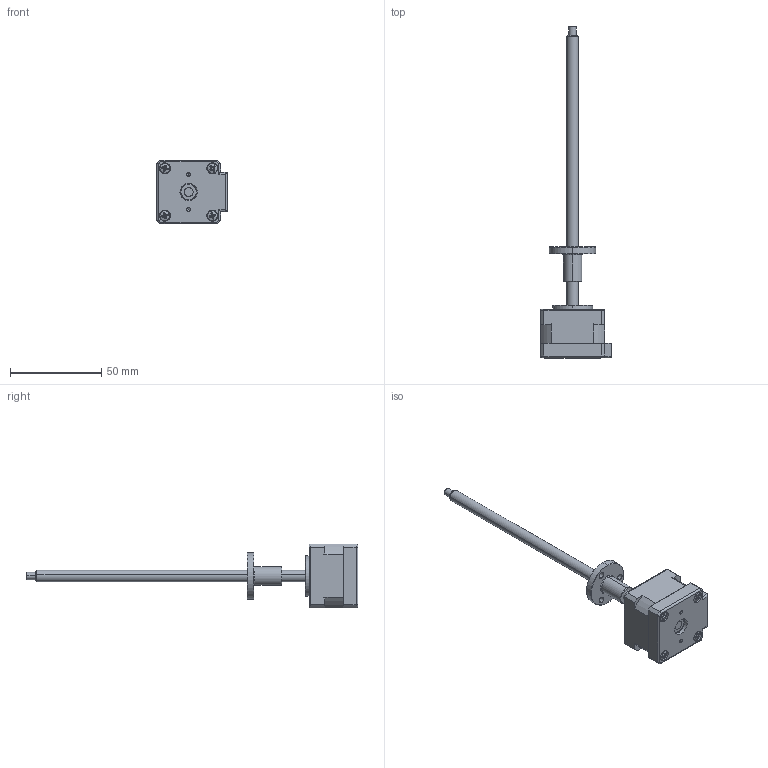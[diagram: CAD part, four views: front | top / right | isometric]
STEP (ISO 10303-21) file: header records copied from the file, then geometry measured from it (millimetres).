
FILE_DESCRIPTION (( 'STEP AP203' ), '1' );
FILE_NAME ('LE141S-E06127-150-AR1-S-100.STEP', '2018-08-10T07:19:30', ( '' ), ( '' ), 'SwSTEP 2.0', 'SolidWorks 2014', '' );
FILE_SCHEMA (( 'CONFIG_CONTROL_DESIGN' ));
Length unit declared in the file: millimetre
Products named in the file (1): LE141S-E06127-150-AR1-S-100
Bounding box: 38.7 x 181.75 x 35 mm (x, y, z)
Surface area: 12656.7 mm2 (no closed solid volume)
Topology: 0 solids, 25 shells, 273 faces, 819 edges, 549 vertices
Faces by surface type: cylinder 98, plane 92, cone 61, torus 14, sphere 8
Entity records: 9628 total; most frequent: CARTESIAN_POINT 2262, DIRECTION 1581, ORIENTED_EDGE 1368, EDGE_CURVE 815, AXIS2_PLACEMENT_3D 608, VERTEX_POINT 549, LINE 365, VECTOR 365
